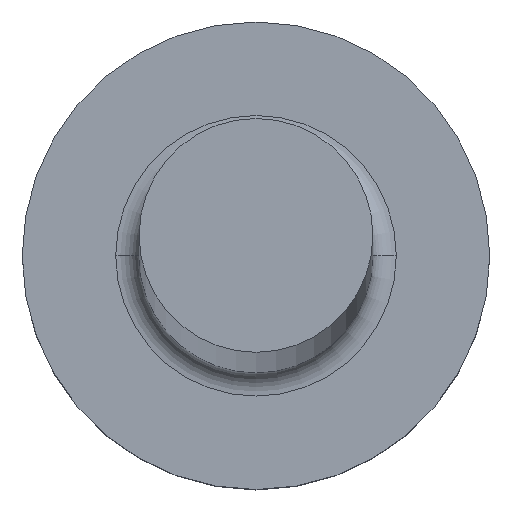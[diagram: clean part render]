
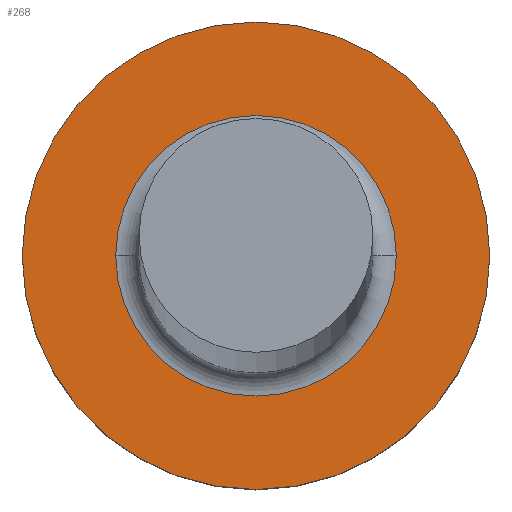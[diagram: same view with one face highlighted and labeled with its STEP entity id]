
A CAD part, top view. The second image highlights one B-rep face of the part: STEP entity #268.
In plain terms, the highlighted planar face has unit normal (0, 0, 1).
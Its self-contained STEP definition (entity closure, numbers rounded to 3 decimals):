
#4 = CIRCLE ( 'NONE', #286, 1.2 ) ;
#14 = PLANE ( 'NONE',  #163 ) ;
#16 = CARTESIAN_POINT ( 'NONE',  ( -2., 0., 2. ) ) ;
#28 = CIRCLE ( 'NONE', #193, 2. ) ;
#36 = ORIENTED_EDGE ( 'NONE', *, *, #76, .T. ) ;
#38 = DIRECTION ( 'NONE',  ( 0., 0., 1. ) ) ;
#41 = EDGE_LOOP ( 'NONE', ( #70, #36 ) ) ;
#53 = DIRECTION ( 'NONE',  ( 1., 0., 0. ) ) ;
#58 = CARTESIAN_POINT ( 'NONE',  ( 0., 0., 2. ) ) ;
#67 = CARTESIAN_POINT ( 'NONE',  ( 2., 0., 2. ) ) ;
#70 = ORIENTED_EDGE ( 'NONE', *, *, #181, .T. ) ;
#73 = AXIS2_PLACEMENT_3D ( 'NONE', #139, #269, #195 ) ;
#76 = EDGE_CURVE ( 'NONE', #233, #301, #204, .T. ) ;
#102 = CARTESIAN_POINT ( 'NONE',  ( 1.2, 0., 2. ) ) ;
#108 = CARTESIAN_POINT ( 'NONE',  ( -1.2, 0., 2. ) ) ;
#128 = CARTESIAN_POINT ( 'NONE',  ( 0., 0., 2. ) ) ;
#130 = DIRECTION ( 'NONE',  ( 0., 0., 1. ) ) ;
#139 = CARTESIAN_POINT ( 'NONE',  ( 0., 0., 2. ) ) ;
#141 = CARTESIAN_POINT ( 'NONE',  ( 0., 0., 2. ) ) ;
#159 = FACE_BOUND ( 'NONE', #41, .T. ) ;
#160 = VERTEX_POINT ( 'NONE', #67 ) ;
#163 = AXIS2_PLACEMENT_3D ( 'NONE', #58, #130, #53 ) ;
#170 = EDGE_CURVE ( 'NONE', #185, #160, #225, .T. ) ;
#180 = EDGE_LOOP ( 'NONE', ( #212, #183 ) ) ;
#181 = EDGE_CURVE ( 'NONE', #301, #233, #4, .T. ) ;
#183 = ORIENTED_EDGE ( 'NONE', *, *, #214, .T. ) ;
#185 = VERTEX_POINT ( 'NONE', #16 ) ;
#187 = AXIS2_PLACEMENT_3D ( 'NONE', #141, #267, #261 ) ;
#193 = AXIS2_PLACEMENT_3D ( 'NONE', #128, #38, #226 ) ;
#195 = DIRECTION ( 'NONE',  ( 1., 0., 0. ) ) ;
#204 = CIRCLE ( 'NONE', #187, 1.2 ) ;
#212 = ORIENTED_EDGE ( 'NONE', *, *, #170, .T. ) ;
#214 = EDGE_CURVE ( 'NONE', #160, #185, #28, .T. ) ;
#224 = FACE_OUTER_BOUND ( 'NONE', #180, .T. ) ;
#225 = CIRCLE ( 'NONE', #73, 2. ) ;
#226 = DIRECTION ( 'NONE',  ( 1., 0., 0. ) ) ;
#233 = VERTEX_POINT ( 'NONE', #108 ) ;
#247 = DIRECTION ( 'NONE',  ( 1., 0., 0. ) ) ;
#253 = DIRECTION ( 'NONE',  ( 0., 0., -1. ) ) ;
#261 = DIRECTION ( 'NONE',  ( 1., 0., 0. ) ) ;
#267 = DIRECTION ( 'NONE',  ( 0., 0., -1. ) ) ;
#268 = ADVANCED_FACE ( 'NONE', ( #159, #224 ), #14, .T. ) ;
#269 = DIRECTION ( 'NONE',  ( 0., 0., 1. ) ) ;
#286 = AXIS2_PLACEMENT_3D ( 'NONE', #292, #253, #247 ) ;
#292 = CARTESIAN_POINT ( 'NONE',  ( 0., 0., 2. ) ) ;
#301 = VERTEX_POINT ( 'NONE', #102 ) ;
